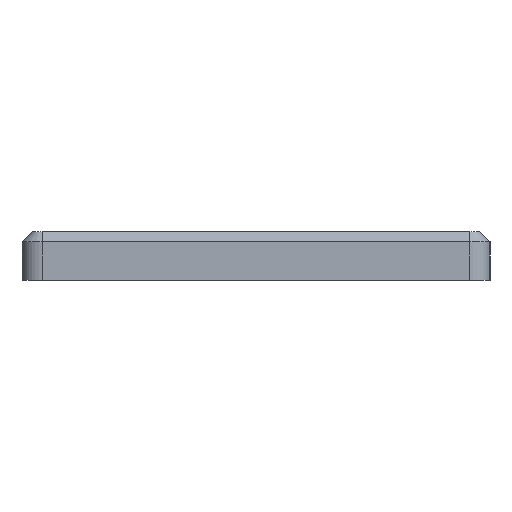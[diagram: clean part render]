
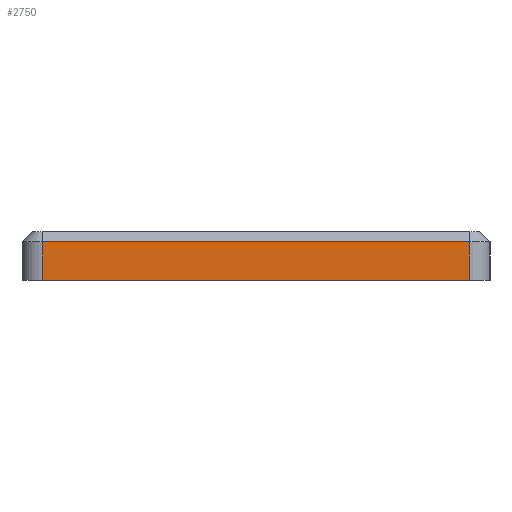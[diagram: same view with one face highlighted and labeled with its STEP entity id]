
A CAD part, left-side view. The second image highlights one B-rep face of the part: STEP entity #2750.
In plain terms, the highlighted planar face has unit normal (-1, 0, 0).
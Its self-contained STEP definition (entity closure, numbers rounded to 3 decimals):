
#294=FACE_OUTER_BOUND('',#458,.T.);
#458=EDGE_LOOP('',(#1899,#1900,#1901,#1902));
#632=LINE('',#4168,#888);
#640=LINE('',#4192,#896);
#653=LINE('',#4232,#909);
#654=LINE('',#4235,#910);
#888=VECTOR('',#3263,10.);
#896=VECTOR('',#3289,10.);
#909=VECTOR('',#3328,10.);
#910=VECTOR('',#3333,10.);
#1143=VERTEX_POINT('',#4161);
#1145=VERTEX_POINT('',#4167);
#1152=VERTEX_POINT('',#4190);
#1166=VERTEX_POINT('',#4231);
#1420=EDGE_CURVE('',#1143,#1145,#632,.T.);
#1433=EDGE_CURVE('',#1152,#1143,#640,.T.);
#1452=EDGE_CURVE('',#1145,#1166,#653,.T.);
#1454=EDGE_CURVE('',#1166,#1152,#654,.F.);
#1899=ORIENTED_EDGE('',*,*,#1420,.F.);
#1900=ORIENTED_EDGE('',*,*,#1433,.F.);
#1901=ORIENTED_EDGE('',*,*,#1454,.F.);
#1902=ORIENTED_EDGE('',*,*,#1452,.F.);
#2663=PLANE('',#2943);
#2750=ADVANCED_FACE('',(#294),#2663,.T.);
#2943=AXIS2_PLACEMENT_3D('',#4234,#3331,#3332);
#3263=DIRECTION('',(0.,-1.,0.));
#3289=DIRECTION('',(0.,0.,1.));
#3328=DIRECTION('',(0.,0.,-1.));
#3331=DIRECTION('center_axis',(-1.,0.,0.));
#3332=DIRECTION('ref_axis',(0.,-1.,0.));
#3333=DIRECTION('',(0.,-1.,0.));
#4161=CARTESIAN_POINT('',(-8.,4.,12.6));
#4167=CARTESIAN_POINT('',(-8.,-80.2,12.6));
#4168=CARTESIAN_POINT('',(-8.,-15.05,12.6));
#4190=CARTESIAN_POINT('',(-8.,4.,5.));
#4192=CARTESIAN_POINT('',(-8.,4.,6.6));
#4231=CARTESIAN_POINT('',(-8.,-80.2,5.));
#4232=CARTESIAN_POINT('',(-8.,-80.2,6.6));
#4234=CARTESIAN_POINT('Origin',(-8.,8.,6.6));
#4235=CARTESIAN_POINT('',(-8.,-15.05,5.));
